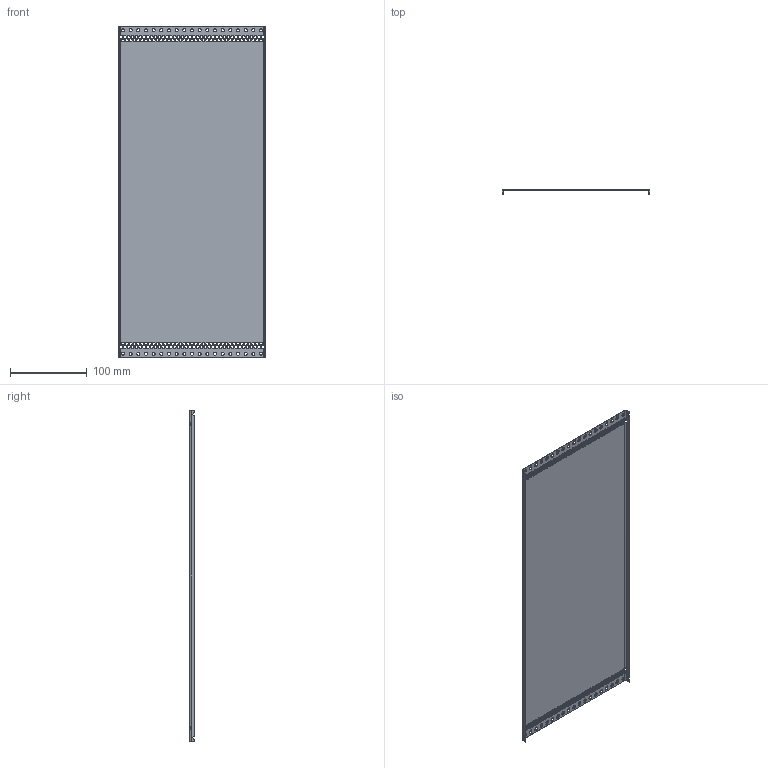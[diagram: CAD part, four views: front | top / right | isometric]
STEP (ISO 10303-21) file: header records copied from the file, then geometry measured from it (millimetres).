
FILE_DESCRIPTION((''),'2;1');
FILE_NAME('226203038020VM-','2014-09-04T',('jkuester'),(''),'PRO/ENGINEER BY PARAMETRIC TECHNOLOGY CORPORATION, 2010160','PRO/ENGINEER BY PARAMETRIC TECHNOLOGY CORPORATION, 2010160','');
FILE_SCHEMA(('AUTOMOTIVE_DESIGN { 1 0 10303 214 1 1 1 1 }'));
Length unit declared in the file: millimetre
Products named in the file (1): 226203038020VM-
Bounding box: 192 x 7 x 431.5 mm (x, y, z)
Volume: 84584 mm3; surface area: 173163.8 mm2
Topology: 1 solids, 1 shells, 414 faces, 1284 edges, 856 vertices
Faces by surface type: cylinder 328, cone 68, plane 18
Entity records: 15790 total; most frequent: DIRECTION 2864, CARTESIAN_POINT 2797, ORIENTED_EDGE 2568, EDGE_CURVE 1284, AXIS2_PLACEMENT_3D 1198, VERTEX_POINT 856, CIRCLE 784, EDGE_LOOP 782
